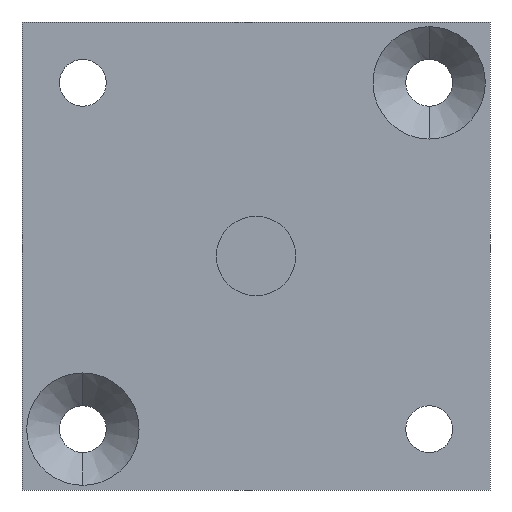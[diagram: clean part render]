
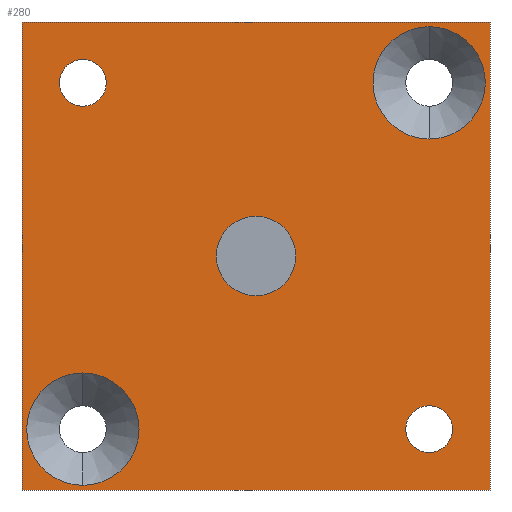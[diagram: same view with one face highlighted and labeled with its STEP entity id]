
A CAD part, front view. The second image highlights one B-rep face of the part: STEP entity #280.
In plain terms, the highlighted planar face has unit normal (0, -1, 0).
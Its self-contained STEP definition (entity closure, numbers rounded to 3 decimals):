
#7 = EDGE_CURVE ( 'NONE', #208, #221, #349, .T. ) ;
#8 = VERTEX_POINT ( 'NONE', #354 ) ;
#20 = EDGE_CURVE ( 'NONE', #140, #8, #518, .T. ) ;
#22 = EDGE_LOOP ( 'NONE', ( #248, #284 ) ) ;
#29 = VERTEX_POINT ( 'NONE', #558 ) ;
#30 = VERTEX_POINT ( 'NONE', #559 ) ;
#32 = EDGE_LOOP ( 'NONE', ( #426, #307 ) ) ;
#38 = EDGE_CURVE ( 'NONE', #170, #124, #611, .T. ) ;
#44 = VERTEX_POINT ( 'NONE', #660 ) ;
#47 = ORIENTED_EDGE ( 'NONE', *, *, #271, .F. ) ;
#50 = ORIENTED_EDGE ( 'NONE', *, *, #212, .T. ) ;
#67 = CIRCLE ( 'NONE', #69, 6. ) ;
#69 = AXIS2_PLACEMENT_3D ( 'NONE', #70, #71, #72 ) ;
#70 = CARTESIAN_POINT ( 'NONE',  ( 18.5, -9.226, 18.5 ) ) ;
#71 = DIRECTION ( 'NONE',  ( 0., 1., 0. ) ) ;
#72 = DIRECTION ( 'NONE',  ( 0., 0., -1. ) ) ;
#80 = CARTESIAN_POINT ( 'NONE',  ( 25., -9.226, 25. ) ) ;
#124 = VERTEX_POINT ( 'NONE', #715 ) ;
#127 = ORIENTED_EDGE ( 'NONE', *, *, #292, .T. ) ;
#139 = EDGE_CURVE ( 'NONE', #157, #140, #807, .T. ) ;
#140 = VERTEX_POINT ( 'NONE', #811 ) ;
#145 = ORIENTED_EDGE ( 'NONE', *, *, #38, .T. ) ;
#157 = VERTEX_POINT ( 'NONE', #80 ) ;
#163 = EDGE_LOOP ( 'NONE', ( #127, #298 ) ) ;
#164 = EDGE_LOOP ( 'NONE', ( #250, #50 ) ) ;
#170 = VERTEX_POINT ( 'NONE', #596 ) ;
#180 = EDGE_CURVE ( 'NONE', #8, #234, #361, .T. ) ;
#203 = EDGE_CURVE ( 'NONE', #268, #311, #439, .T. ) ;
#208 = VERTEX_POINT ( 'NONE', #463 ) ;
#212 = EDGE_CURVE ( 'NONE', #373, #29, #475, .T. ) ;
#219 = EDGE_CURVE ( 'NONE', #29, #373, #504, .T. ) ;
#221 = VERTEX_POINT ( 'NONE', #523 ) ;
#234 = VERTEX_POINT ( 'NONE', #571 ) ;
#248 = ORIENTED_EDGE ( 'NONE', *, *, #7, .F. ) ;
#250 = ORIENTED_EDGE ( 'NONE', *, *, #219, .T. ) ;
#254 = ORIENTED_EDGE ( 'NONE', *, *, #180, .F. ) ;
#261 = EDGE_CURVE ( 'NONE', #30, #44, #693, .T. ) ;
#268 = VERTEX_POINT ( 'NONE', #733 ) ;
#269 = ORIENTED_EDGE ( 'NONE', *, *, #139, .F. ) ;
#271 = EDGE_CURVE ( 'NONE', #234, #157, #738, .T. ) ;
#276 = EDGE_CURVE ( 'NONE', #44, #30, #764, .T. ) ;
#280 = ADVANCED_FACE ( 'NONE', ( #796, #797, #798, #799, #800, #801 ), #802, .T. ) ;
#284 = ORIENTED_EDGE ( 'NONE', *, *, #319, .F. ) ;
#292 = EDGE_CURVE ( 'NONE', #311, #268, #67, .T. ) ;
#298 = ORIENTED_EDGE ( 'NONE', *, *, #203, .T. ) ;
#301 = ORIENTED_EDGE ( 'NONE', *, *, #20, .F. ) ;
#307 = ORIENTED_EDGE ( 'NONE', *, *, #261, .T. ) ;
#309 = EDGE_LOOP ( 'NONE', ( #269, #47, #254, #301 ) ) ;
#311 = VERTEX_POINT ( 'NONE', #366 ) ;
#319 = EDGE_CURVE ( 'NONE', #221, #208, #416, .T. ) ;
#349 = CIRCLE ( 'NONE', #350, 4.25 ) ;
#350 = AXIS2_PLACEMENT_3D ( 'NONE', #351, #352, #353 ) ;
#351 = CARTESIAN_POINT ( 'NONE',  ( 0., -9.226, 0. ) ) ;
#352 = DIRECTION ( 'NONE',  ( 0., -1., 0. ) ) ;
#353 = DIRECTION ( 'NONE',  ( 0., 0., -1. ) ) ;
#354 = CARTESIAN_POINT ( 'NONE',  ( -25., -9.226, -25. ) ) ;
#361 = LINE ( 'NONE', #362, #363 ) ;
#362 = CARTESIAN_POINT ( 'NONE',  ( -25., -9.226, -25. ) ) ;
#363 = VECTOR ( 'NONE', #364, 1000. ) ;
#364 = DIRECTION ( 'NONE',  ( 0., 0., 1. ) ) ;
#366 = CARTESIAN_POINT ( 'NONE',  ( 18.5, -9.226, 12.5 ) ) ;
#373 = VERTEX_POINT ( 'NONE', #455 ) ;
#391 = EDGE_LOOP ( 'NONE', ( #460, #145 ) ) ;
#416 = CIRCLE ( 'NONE', #417, 4.25 ) ;
#417 = AXIS2_PLACEMENT_3D ( 'NONE', #418, #419, #420 ) ;
#418 = CARTESIAN_POINT ( 'NONE',  ( 0., -9.226, 0. ) ) ;
#419 = DIRECTION ( 'NONE',  ( 0., -1., 0. ) ) ;
#420 = DIRECTION ( 'NONE',  ( 0., 0., -1. ) ) ;
#426 = ORIENTED_EDGE ( 'NONE', *, *, #276, .T. ) ;
#439 = CIRCLE ( 'NONE', #440, 6. ) ;
#440 = AXIS2_PLACEMENT_3D ( 'NONE', #441, #442, #444 ) ;
#441 = CARTESIAN_POINT ( 'NONE',  ( 18.5, -9.226, 18.5 ) ) ;
#442 = DIRECTION ( 'NONE',  ( 0., 1., 0. ) ) ;
#444 = DIRECTION ( 'NONE',  ( 0., 0., -1. ) ) ;
#455 = CARTESIAN_POINT ( 'NONE',  ( -18.5, -9.226, 16. ) ) ;
#460 = ORIENTED_EDGE ( 'NONE', *, *, #705, .T. ) ;
#463 = CARTESIAN_POINT ( 'NONE',  ( 0., -9.226, -4.25 ) ) ;
#475 = CIRCLE ( 'NONE', #476, 2.5 ) ;
#476 = AXIS2_PLACEMENT_3D ( 'NONE', #477, #479, #480 ) ;
#477 = CARTESIAN_POINT ( 'NONE',  ( -18.5, -9.226, 18.5 ) ) ;
#479 = DIRECTION ( 'NONE',  ( 0., 1., 0. ) ) ;
#480 = DIRECTION ( 'NONE',  ( 0., 0., 1. ) ) ;
#504 = CIRCLE ( 'NONE', #505, 2.5 ) ;
#505 = AXIS2_PLACEMENT_3D ( 'NONE', #506, #507, #508 ) ;
#506 = CARTESIAN_POINT ( 'NONE',  ( -18.5, -9.226, 18.5 ) ) ;
#507 = DIRECTION ( 'NONE',  ( 0., 1., 0. ) ) ;
#508 = DIRECTION ( 'NONE',  ( 0., 0., 1. ) ) ;
#518 = LINE ( 'NONE', #519, #520 ) ;
#519 = CARTESIAN_POINT ( 'NONE',  ( 25., -9.226, -25. ) ) ;
#520 = VECTOR ( 'NONE', #521, 1000. ) ;
#521 = DIRECTION ( 'NONE',  ( -1., 0., 0. ) ) ;
#523 = CARTESIAN_POINT ( 'NONE',  ( 0., -9.226, 4.25 ) ) ;
#558 = CARTESIAN_POINT ( 'NONE',  ( -18.5, -9.226, 21. ) ) ;
#559 = CARTESIAN_POINT ( 'NONE',  ( -18.5, -9.226, -12.5 ) ) ;
#571 = CARTESIAN_POINT ( 'NONE',  ( -25., -9.226, 25. ) ) ;
#596 = CARTESIAN_POINT ( 'NONE',  ( 18.5, -9.226, -21. ) ) ;
#611 = CIRCLE ( 'NONE', #612, 2.5 ) ;
#612 = AXIS2_PLACEMENT_3D ( 'NONE', #613, #614, #615 ) ;
#613 = CARTESIAN_POINT ( 'NONE',  ( 18.5, -9.226, -18.5 ) ) ;
#614 = DIRECTION ( 'NONE',  ( 0., 1., 0. ) ) ;
#615 = DIRECTION ( 'NONE',  ( 0., 0., 1. ) ) ;
#622 = CIRCLE ( 'NONE', #623, 2.5 ) ;
#623 = AXIS2_PLACEMENT_3D ( 'NONE', #624, #625, #626 ) ;
#624 = CARTESIAN_POINT ( 'NONE',  ( 18.5, -9.226, -18.5 ) ) ;
#625 = DIRECTION ( 'NONE',  ( 0., 1., 0. ) ) ;
#626 = DIRECTION ( 'NONE',  ( 0., 0., 1. ) ) ;
#660 = CARTESIAN_POINT ( 'NONE',  ( -18.5, -9.226, -24.5 ) ) ;
#693 = CIRCLE ( 'NONE', #694, 6. ) ;
#694 = AXIS2_PLACEMENT_3D ( 'NONE', #695, #696, #697 ) ;
#695 = CARTESIAN_POINT ( 'NONE',  ( -18.5, -9.226, -18.5 ) ) ;
#696 = DIRECTION ( 'NONE',  ( 0., 1., 0. ) ) ;
#697 = DIRECTION ( 'NONE',  ( 0., 0., -1. ) ) ;
#705 = EDGE_CURVE ( 'NONE', #124, #170, #622, .T. ) ;
#715 = CARTESIAN_POINT ( 'NONE',  ( 18.5, -9.226, -16. ) ) ;
#733 = CARTESIAN_POINT ( 'NONE',  ( 18.5, -9.226, 24.5 ) ) ;
#738 = LINE ( 'NONE', #740, #741 ) ;
#740 = CARTESIAN_POINT ( 'NONE',  ( 25., -9.226, 25. ) ) ;
#741 = VECTOR ( 'NONE', #742, 1000. ) ;
#742 = DIRECTION ( 'NONE',  ( 1., 0., 0. ) ) ;
#764 = CIRCLE ( 'NONE', #765, 6. ) ;
#765 = AXIS2_PLACEMENT_3D ( 'NONE', #766, #767, #768 ) ;
#766 = CARTESIAN_POINT ( 'NONE',  ( -18.5, -9.226, -18.5 ) ) ;
#767 = DIRECTION ( 'NONE',  ( 0., 1., 0. ) ) ;
#768 = DIRECTION ( 'NONE',  ( 0., 0., -1. ) ) ;
#796 = FACE_BOUND ( 'NONE', #22, .T. ) ;
#797 = FACE_BOUND ( 'NONE', #163, .T. ) ;
#798 = FACE_BOUND ( 'NONE', #32, .T. ) ;
#799 = FACE_BOUND ( 'NONE', #164, .T. ) ;
#800 = FACE_BOUND ( 'NONE', #391, .T. ) ;
#801 = FACE_OUTER_BOUND ( 'NONE', #309, .T. ) ;
#802 = PLANE ( 'NONE',  #803 ) ;
#803 = AXIS2_PLACEMENT_3D ( 'NONE', #804, #805, #806 ) ;
#804 = CARTESIAN_POINT ( 'NONE',  ( 22.5, -9.226, 0. ) ) ;
#805 = DIRECTION ( 'NONE',  ( 0., -1., 0. ) ) ;
#806 = DIRECTION ( 'NONE',  ( 0., 0., -1. ) ) ;
#807 = LINE ( 'NONE', #808, #809 ) ;
#808 = CARTESIAN_POINT ( 'NONE',  ( 25., -9.226, -25. ) ) ;
#809 = VECTOR ( 'NONE', #810, 1000. ) ;
#810 = DIRECTION ( 'NONE',  ( 0., 0., -1. ) ) ;
#811 = CARTESIAN_POINT ( 'NONE',  ( 25., -9.226, -25. ) ) ;
